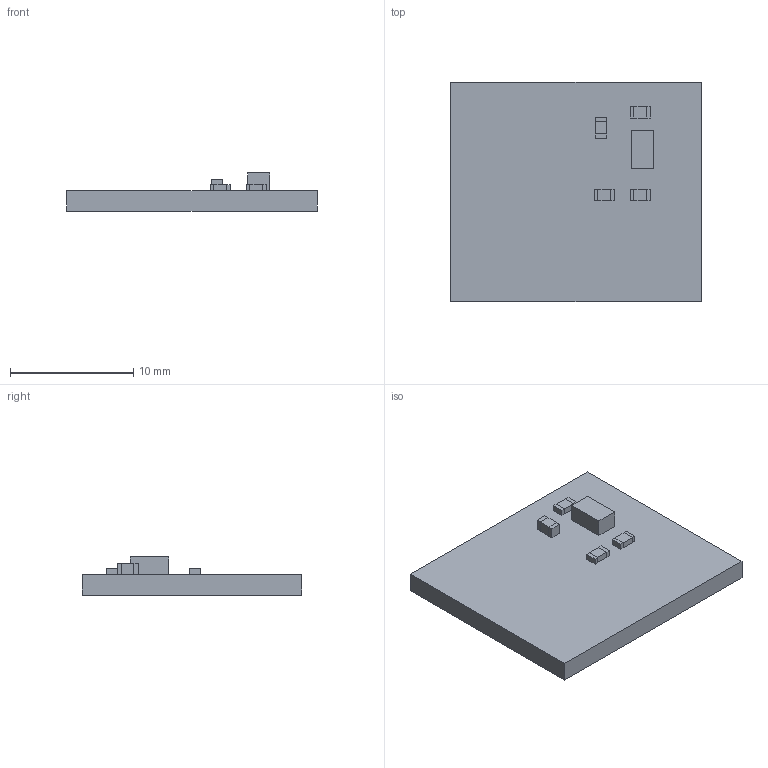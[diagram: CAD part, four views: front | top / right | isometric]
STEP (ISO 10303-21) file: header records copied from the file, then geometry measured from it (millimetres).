
FILE_DESCRIPTION(('Open CASCADE Model'),'2;1');
FILE_NAME('Open CASCADE Shape Model','2018-04-23T21:47:41',('Author'),( 'Open CASCADE'),'Open CASCADE STEP processor 6.5','Open CASCADE 6.5' ,'Unknown');
FILE_SCHEMA(('AUTOMOTIVE_DESIGN { 1 0 10303 214 1 1 1 1 }'));
Length unit declared in the file: millimetre
Products named in the file (17): PCB; Board; C1; 1175837968; Extruded; 1176321728; U1; 1189086848; R2; 1189094656; 1189094528; R1; R3
Assembly tree (24 placements, depth 4):
  PCB
    Board
    C1
      1175837968
        Extruded
      1176321728  x2
        Extruded
    U1
      1189086848
        Extruded
    R2
      1189094656  x2
        Extruded
      1189094528
        Extruded
    R1
      1189094656  x2
        Extruded
      1189094528
        Extruded
    R3
      1189094528
        Extruded
      1189094656  x2
        Extruded
Bounding box: 20.32 x 17.78 x 3.1 mm (x, y, z)
Volume: 606.5 mm3; surface area: 907.3 mm2
Topology: 14 solids, 14 shells, 84 faces, 168 edges, 112 vertices
Faces by surface type: plane 84
Entity records: 2268 total; most frequent: DIRECTION 338, CARTESIAN_POINT 325, LINE 216, VECTOR 216, ORIENTED_EDGE 144, PCURVE 144, DEFINITIONAL_REPRESENTATION 144, EDGE_CURVE 72
